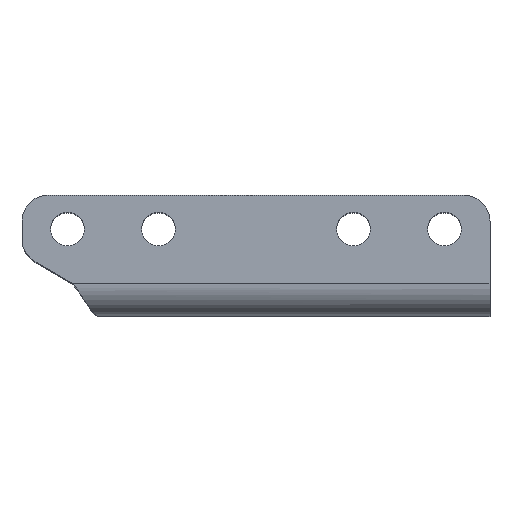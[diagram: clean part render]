
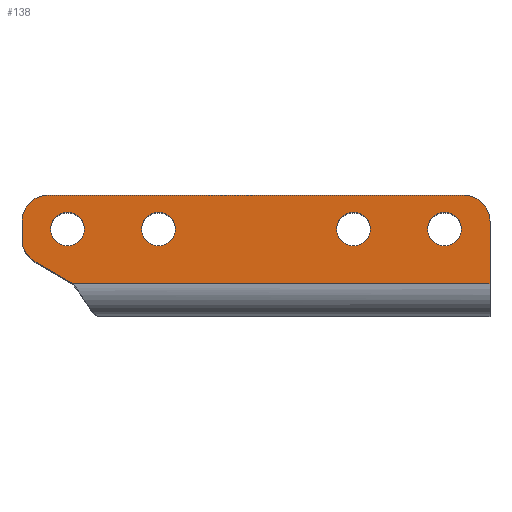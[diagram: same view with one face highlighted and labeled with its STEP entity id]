
A CAD part, top view. The second image highlights one B-rep face of the part: STEP entity #138.
In plain terms, the highlighted planar face has unit normal (0, 0, 1).
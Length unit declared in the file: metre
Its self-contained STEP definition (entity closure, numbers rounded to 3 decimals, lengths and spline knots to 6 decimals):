
#138 = ADVANCED_FACE( '', ( #340, #341, #342, #343, #344 ), #345, .T. );
#340 = FACE_BOUND( '', #694, .T. );
#341 = FACE_BOUND( '', #695, .T. );
#342 = FACE_BOUND( '', #696, .T. );
#343 = FACE_BOUND( '', #697, .T. );
#344 = FACE_OUTER_BOUND( '', #698, .T. );
#345 = PLANE( '', #699 );
#694 = EDGE_LOOP( '', ( #1242 ) );
#695 = EDGE_LOOP( '', ( #1243 ) );
#696 = EDGE_LOOP( '', ( #1244 ) );
#697 = EDGE_LOOP( '', ( #1245 ) );
#698 = EDGE_LOOP( '', ( #1246, #1247, #1248, #1249, #1250, #1251, #1252, #1253 ) );
#699 = AXIS2_PLACEMENT_3D( '', #1254, #1255, #1256 );
#1242 = ORIENTED_EDGE( '', *, *, #1744, .F. );
#1243 = ORIENTED_EDGE( '', *, *, #1749, .F. );
#1244 = ORIENTED_EDGE( '', *, *, #1750, .F. );
#1245 = ORIENTED_EDGE( '', *, *, #1751, .F. );
#1246 = ORIENTED_EDGE( '', *, *, #1752, .F. );
#1247 = ORIENTED_EDGE( '', *, *, #1694, .T. );
#1248 = ORIENTED_EDGE( '', *, *, #1753, .T. );
#1249 = ORIENTED_EDGE( '', *, *, #1754, .T. );
#1250 = ORIENTED_EDGE( '', *, *, #1664, .F. );
#1251 = ORIENTED_EDGE( '', *, *, #1734, .T. );
#1252 = ORIENTED_EDGE( '', *, *, #1755, .T. );
#1253 = ORIENTED_EDGE( '', *, *, #1756, .T. );
#1254 = CARTESIAN_POINT( '', ( 0.0145, 0.0093, 0.019 ) );
#1255 = DIRECTION( '', ( 0., 0., 1. ) );
#1256 = DIRECTION( '', ( 1., 0., 0. ) );
#1664 = EDGE_CURVE( '', #1889, #1890, #1891, .T. );
#1694 = EDGE_CURVE( '', #1944, #1941, #1945, .F. );
#1734 = EDGE_CURVE( '', #1889, #2007, #2009, .T. );
#1744 = EDGE_CURVE( '', #2024, #2024, #2025, .T. );
#1749 = EDGE_CURVE( '', #2032, #2032, #2033, .T. );
#1750 = EDGE_CURVE( '', #2034, #2034, #2035, .T. );
#1751 = EDGE_CURVE( '', #2036, #2036, #2037, .T. );
#1752 = EDGE_CURVE( '', #1944, #2038, #2039, .F. );
#1753 = EDGE_CURVE( '', #1941, #2040, #2041, .T. );
#1754 = EDGE_CURVE( '', #2040, #1890, #2042, .T. );
#1755 = EDGE_CURVE( '', #2007, #2043, #2044, .T. );
#1756 = EDGE_CURVE( '', #2043, #2038, #2045, .T. );
#1889 = VERTEX_POINT( '', #2235 );
#1890 = VERTEX_POINT( '', #2236 );
#1891 = LINE( '', #2237, #2238 );
#1941 = VERTEX_POINT( '', #2309 );
#1944 = VERTEX_POINT( '', #2312 );
#1945 = LINE( '', #2313, #2314 );
#2007 = VERTEX_POINT( '', #2410 );
#2009 = CIRCLE( '', #2413, 0.002 );
#2024 = VERTEX_POINT( '', #2428 );
#2025 = CIRCLE( '', #2429, 0.0013 );
#2032 = VERTEX_POINT( '', #2436 );
#2033 = CIRCLE( '', #2437, 0.0013 );
#2034 = VERTEX_POINT( '', #2438 );
#2035 = CIRCLE( '', #2439, 0.0013 );
#2036 = VERTEX_POINT( '', #2440 );
#2037 = CIRCLE( '', #2441, 0.0013 );
#2038 = VERTEX_POINT( '', #2442 );
#2039 = LINE( '', #2443, #2444 );
#2040 = VERTEX_POINT( '', #2445 );
#2041 = LINE( '', #2446, #2447 );
#2042 = CIRCLE( '', #2448, 0.002 );
#2043 = VERTEX_POINT( '', #2449 );
#2044 = LINE( '', #2450, #2451 );
#2045 = CIRCLE( '', #2452, 0.002 );
#2235 = CARTESIAN_POINT( '', ( -0.0195, 0.0093, 0.019 ) );
#2236 = CARTESIAN_POINT( '', ( 0.0125, 0.0093, 0.019 ) );
#2237 = CARTESIAN_POINT( '', ( 0.0145, 0.0093, 0.019 ) );
#2238 = VECTOR( '', #2687, 1. );
#2309 = CARTESIAN_POINT( '', ( 0.0145, 0.0025, 0.019 ) );
#2312 = CARTESIAN_POINT( '', ( -0.017592, 0.0025, 0.019 ) );
#2313 = CARTESIAN_POINT( '', ( 0.0145, 0.0025, 0.019 ) );
#2314 = VECTOR( '', #2736, 1. );
#2410 = CARTESIAN_POINT( '', ( -0.0215, 0.0073, 0.019 ) );
#2413 = AXIS2_PLACEMENT_3D( '', #2790, #2791, #2792 );
#2428 = CARTESIAN_POINT( '', ( 0.0053, 0.0067, 0.019 ) );
#2429 = AXIS2_PLACEMENT_3D( '', #2808, #2809, #2810 );
#2436 = CARTESIAN_POINT( '', ( -0.0167, 0.0067, 0.019 ) );
#2437 = AXIS2_PLACEMENT_3D( '', #2817, #2818, #2819 );
#2438 = CARTESIAN_POINT( '', ( 0.0123, 0.0067, 0.019 ) );
#2439 = AXIS2_PLACEMENT_3D( '', #2820, #2821, #2822 );
#2440 = CARTESIAN_POINT( '', ( -0.0097, 0.0067, 0.019 ) );
#2441 = AXIS2_PLACEMENT_3D( '', #2823, #2824, #2825 );
#2442 = CARTESIAN_POINT( '', ( -0.0205, 0.004179, 0.019 ) );
#2443 = CARTESIAN_POINT( '', ( -0.019546, 0.003628, 0.019 ) );
#2444 = VECTOR( '', #2826, 1. );
#2445 = CARTESIAN_POINT( '', ( 0.0145, 0.0073, 0.019 ) );
#2446 = CARTESIAN_POINT( '', ( 0.0145, 0.0059, 0.019 ) );
#2447 = VECTOR( '', #2827, 1. );
#2448 = AXIS2_PLACEMENT_3D( '', #2828, #2829, #2830 );
#2449 = CARTESIAN_POINT( '', ( -0.0215, 0.005911, 0.019 ) );
#2450 = CARTESIAN_POINT( '', ( -0.0215, 0.0093, 0.019 ) );
#2451 = VECTOR( '', #2831, 1. );
#2452 = AXIS2_PLACEMENT_3D( '', #2832, #2833, #2834 );
#2687 = DIRECTION( '', ( 1., 0., 0. ) );
#2736 = DIRECTION( '', ( -1., 0., 0. ) );
#2790 = CARTESIAN_POINT( '', ( -0.0195, 0.0073, 0.019 ) );
#2791 = DIRECTION( '', ( 0., 0., 1. ) );
#2792 = DIRECTION( '', ( 1., 0., 0. ) );
#2808 = CARTESIAN_POINT( '', ( 0.004, 0.0067, 0.019 ) );
#2809 = DIRECTION( '', ( 0., 0., 1. ) );
#2810 = DIRECTION( '', ( 1., 0., 0. ) );
#2817 = CARTESIAN_POINT( '', ( -0.018, 0.0067, 0.019 ) );
#2818 = DIRECTION( '', ( 0., 0., 1. ) );
#2819 = DIRECTION( '', ( 1., 0., 0. ) );
#2820 = CARTESIAN_POINT( '', ( 0.011, 0.0067, 0.019 ) );
#2821 = DIRECTION( '', ( 0., 0., 1. ) );
#2822 = DIRECTION( '', ( 1., 0., 0. ) );
#2823 = CARTESIAN_POINT( '', ( -0.011, 0.0067, 0.019 ) );
#2824 = DIRECTION( '', ( 0., 0., 1. ) );
#2825 = DIRECTION( '', ( 1., 0., 0. ) );
#2826 = DIRECTION( '', ( 0.866, -0.5, 0. ) );
#2827 = DIRECTION( '', ( 0., 1., 0. ) );
#2828 = CARTESIAN_POINT( '', ( 0.0125, 0.0073, 0.019 ) );
#2829 = DIRECTION( '', ( 0., 0., 1. ) );
#2830 = DIRECTION( '', ( 1., 0., 0. ) );
#2831 = DIRECTION( '', ( 0., -1., 0. ) );
#2832 = CARTESIAN_POINT( '', ( -0.0195, 0.005911, 0.019 ) );
#2833 = DIRECTION( '', ( 0., 0., 1. ) );
#2834 = DIRECTION( '', ( 1., 0., 0. ) );
